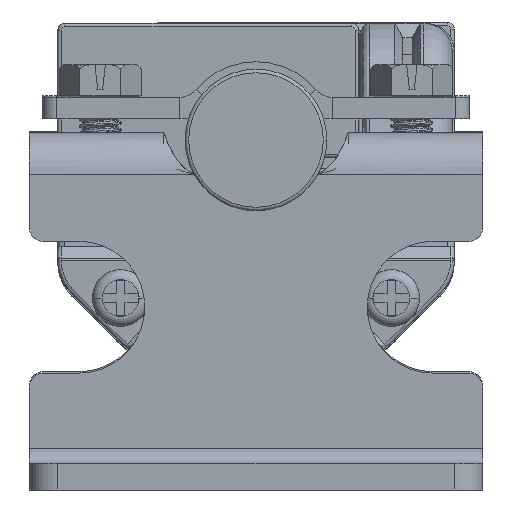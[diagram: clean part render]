
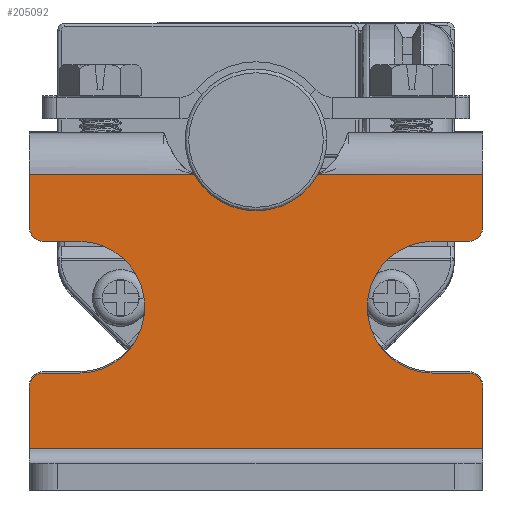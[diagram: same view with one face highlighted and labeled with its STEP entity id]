
A CAD part, front view. The second image highlights one B-rep face of the part: STEP entity #205092.
In plain terms, the highlighted planar face has unit normal (0, -1, 0).
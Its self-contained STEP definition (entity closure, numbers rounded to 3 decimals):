
#194550=CARTESIAN_POINT('',(-3.666,-1.9,21.3));
#194551=DIRECTION('',(0.,-1.,0.));
#194552=DIRECTION('',(0.733,0.,0.68));
#194553=AXIS2_PLACEMENT_3D('',#194550,#194551,#194552);
#194555=CARTESIAN_POINT('',(0.,-1.9,24.7));
#194556=DIRECTION('',(0.,1.,0.));
#194557=DIRECTION('',(0.733,0.,-0.68));
#194558=AXIS2_PLACEMENT_3D('',#194555,#194556,#194557);
#194560=CARTESIAN_POINT('',(3.666,-1.9,21.3));
#194561=DIRECTION('',(0.,-1.,0.));
#194562=DIRECTION('',(0.,0.,1.));
#194563=AXIS2_PLACEMENT_3D('',#194560,#194561,#194562);
#194565=DIRECTION('',(-1.,0.,0.));
#194566=VECTOR('',#194565,0.313);
#194567=CARTESIAN_POINT('',(3.979,-1.9,22.3));
#194568=LINE('',#194567,#194566);
#194569=CARTESIAN_POINT('',(15.,-1.9,18.55));
#194570=DIRECTION('',(0.,-1.,0.));
#194571=DIRECTION('',(0.,0.,-1.));
#194572=AXIS2_PLACEMENT_3D('',#194569,#194570,#194571);
#194574=DIRECTION('',(-1.,0.,0.));
#194575=VECTOR('',#194574,2.5);
#194576=CARTESIAN_POINT('',(15.,-1.9,17.55));
#194577=LINE('',#194576,#194575);
#194578=CARTESIAN_POINT('',(12.5,-1.9,12.9));
#194579=DIRECTION('',(0.,-1.,0.));
#194580=DIRECTION('',(0.,0.,1.));
#194581=AXIS2_PLACEMENT_3D('',#194578,#194579,#194580);
#194583=DIRECTION('',(-1.,0.,0.));
#194584=VECTOR('',#194583,2.5);
#194585=CARTESIAN_POINT('',(15.,-1.9,8.25));
#194586=LINE('',#194585,#194584);
#194587=CARTESIAN_POINT('',(15.,-1.9,7.25));
#194588=DIRECTION('',(0.,-1.,0.));
#194589=DIRECTION('',(1.,0.,0.));
#194590=AXIS2_PLACEMENT_3D('',#194587,#194588,#194589);
#194592=DIRECTION('',(1.,0.,0.));
#194593=VECTOR('',#194592,32.);
#194594=CARTESIAN_POINT('',(-16.,-1.9,2.9));
#194595=LINE('',#194594,#194593);
#194596=CARTESIAN_POINT('',(-15.,-1.9,7.25));
#194597=DIRECTION('',(0.,-1.,0.));
#194598=DIRECTION('',(0.,0.,1.));
#194599=AXIS2_PLACEMENT_3D('',#194596,#194597,#194598);
#194601=DIRECTION('',(1.,0.,0.));
#194602=VECTOR('',#194601,2.5);
#194603=CARTESIAN_POINT('',(-15.,-1.9,8.25));
#194604=LINE('',#194603,#194602);
#194605=CARTESIAN_POINT('',(-12.5,-1.9,12.9));
#194606=DIRECTION('',(0.,-1.,0.));
#194607=DIRECTION('',(0.,0.,-1.));
#194608=AXIS2_PLACEMENT_3D('',#194605,#194606,#194607);
#194610=DIRECTION('',(1.,0.,0.));
#194611=VECTOR('',#194610,2.5);
#194612=CARTESIAN_POINT('',(-15.,-1.9,17.55));
#194613=LINE('',#194612,#194611);
#194614=CARTESIAN_POINT('',(-15.,-1.9,18.55));
#194615=DIRECTION('',(0.,-1.,0.));
#194616=DIRECTION('',(-1.,0.,0.));
#194617=AXIS2_PLACEMENT_3D('',#194614,#194615,#194616);
#194619=DIRECTION('',(-1.,0.,0.));
#194620=VECTOR('',#194619,0.313);
#194621=CARTESIAN_POINT('',(-3.666,-1.9,22.3));
#194622=LINE('',#194621,#194620);
#194878=CARTESIAN_POINT('',(-3.979,-1.9,22.3));
#194880=DIRECTION('',(1.,0.,0.));
#194881=VECTOR('',#194880,12.021);
#194882=CARTESIAN_POINT('',(-16.,-1.9,22.3));
#194883=LINE('',#194882,#194881);
#195380=CARTESIAN_POINT('',(3.979,-1.9,22.3));
#195404=DIRECTION('',(1.,0.,0.));
#195405=VECTOR('',#195404,12.021);
#195406=CARTESIAN_POINT('',(3.979,-1.9,22.3));
#195407=LINE('',#195406,#195405);
#195428=DIRECTION('',(0.,0.,1.));
#195429=VECTOR('',#195428,3.75);
#195430=CARTESIAN_POINT('',(16.,-1.9,18.55));
#195431=LINE('',#195430,#195429);
#195464=DIRECTION('',(0.,0.,1.));
#195465=VECTOR('',#195464,4.35);
#195466=CARTESIAN_POINT('',(16.,-1.9,2.9));
#195467=LINE('',#195466,#195465);
#201505=DIRECTION('',(0.,0.,1.));
#201506=VECTOR('',#201505,3.75);
#201507=CARTESIAN_POINT('',(-16.,-1.9,18.55));
#201508=LINE('',#201507,#201506);
#201529=DIRECTION('',(0.,0.,1.));
#201530=VECTOR('',#201529,4.35);
#201531=CARTESIAN_POINT('',(-16.,-1.9,2.9));
#201532=LINE('',#201531,#201530);
#204078=CARTESIAN_POINT('',(12.5,-1.9,17.55));
#204079=CARTESIAN_POINT('',(12.5,-1.9,8.25));
#204080=VERTEX_POINT('',#204078);
#204081=VERTEX_POINT('',#204079);
#204082=CARTESIAN_POINT('',(-12.5,-1.9,8.25));
#204083=CARTESIAN_POINT('',(-12.5,-1.9,17.55));
#204084=VERTEX_POINT('',#204082);
#204085=VERTEX_POINT('',#204083);
#204110=CARTESIAN_POINT('',(16.,-1.9,7.25));
#204111=VERTEX_POINT('',#204110);
#204112=CARTESIAN_POINT('',(15.,-1.9,8.25));
#204113=VERTEX_POINT('',#204112);
#204118=CARTESIAN_POINT('',(15.,-1.9,17.55));
#204119=VERTEX_POINT('',#204118);
#204120=CARTESIAN_POINT('',(16.,-1.9,18.55));
#204121=VERTEX_POINT('',#204120);
#204126=CARTESIAN_POINT('',(-16.,-1.9,18.55));
#204127=VERTEX_POINT('',#204126);
#204128=CARTESIAN_POINT('',(-15.,-1.9,17.55));
#204129=VERTEX_POINT('',#204128);
#204134=CARTESIAN_POINT('',(-15.,-1.9,8.25));
#204135=VERTEX_POINT('',#204134);
#204136=CARTESIAN_POINT('',(-16.,-1.9,7.25));
#204137=VERTEX_POINT('',#204136);
#204146=CARTESIAN_POINT('',(-16.,-1.9,2.9));
#204147=VERTEX_POINT('',#204146);
#204148=CARTESIAN_POINT('',(-16.,-1.9,22.3));
#204149=VERTEX_POINT('',#204148);
#204150=CARTESIAN_POINT('',(16.,-1.9,2.9));
#204151=VERTEX_POINT('',#204150);
#204152=CARTESIAN_POINT('',(16.,-1.9,22.3));
#204153=VERTEX_POINT('',#204152);
#204244=VERTEX_POINT('',#194878);
#204245=VERTEX_POINT('',#195380);
#204254=CARTESIAN_POINT('',(-2.933,-1.9,21.98));
#204255=VERTEX_POINT('',#204254);
#204256=CARTESIAN_POINT('',(-3.666,-1.9,22.3));
#204257=VERTEX_POINT('',#204256);
#204262=CARTESIAN_POINT('',(3.666,-1.9,22.3));
#204263=VERTEX_POINT('',#204262);
#204264=CARTESIAN_POINT('',(2.933,-1.9,21.98));
#204265=VERTEX_POINT('',#204264);
#205042=CARTESIAN_POINT('',(-16.,-1.9,2.9));
#205043=DIRECTION('',(0.,1.,0.));
#205044=DIRECTION('',(0.,0.,1.));
#205045=AXIS2_PLACEMENT_3D('',#205042,#205043,#205044);
#205046=PLANE('',#205045);
#205048=ORIENTED_EDGE('',*,*,#205047,.F.);
#205050=ORIENTED_EDGE('',*,*,#205049,.F.);
#205052=ORIENTED_EDGE('',*,*,#205051,.F.);
#205054=ORIENTED_EDGE('',*,*,#205053,.F.);
#205056=ORIENTED_EDGE('',*,*,#205055,.T.);
#205058=ORIENTED_EDGE('',*,*,#205057,.F.);
#205060=ORIENTED_EDGE('',*,*,#205059,.F.);
#205062=ORIENTED_EDGE('',*,*,#205061,.T.);
#205064=ORIENTED_EDGE('',*,*,#205063,.T.);
#205066=ORIENTED_EDGE('',*,*,#205065,.F.);
#205068=ORIENTED_EDGE('',*,*,#205067,.F.);
#205070=ORIENTED_EDGE('',*,*,#205069,.F.);
#205071=ORIENTED_EDGE('',*,*,#205035,.F.);
#205073=ORIENTED_EDGE('',*,*,#205072,.T.);
#205075=ORIENTED_EDGE('',*,*,#205074,.F.);
#205077=ORIENTED_EDGE('',*,*,#205076,.T.);
#205079=ORIENTED_EDGE('',*,*,#205078,.T.);
#205081=ORIENTED_EDGE('',*,*,#205080,.F.);
#205083=ORIENTED_EDGE('',*,*,#205082,.F.);
#205085=ORIENTED_EDGE('',*,*,#205084,.T.);
#205087=ORIENTED_EDGE('',*,*,#205086,.T.);
#205089=ORIENTED_EDGE('',*,*,#205088,.F.);
#205090=EDGE_LOOP('',(#205048,#205050,#205052,#205054,#205056,#205058,#205060,
#205062,#205064,#205066,#205068,#205070,#205071,#205073,#205075,#205077,#205079,
#205081,#205083,#205085,#205087,#205089));
#205091=FACE_OUTER_BOUND('',#205090,.F.);
#205092=ADVANCED_FACE('',(#205091),#205046,.F.);
#194554=CIRCLE('',#194553,1.);
#194559=CIRCLE('',#194558,4.);
#194564=CIRCLE('',#194563,1.);
#194573=CIRCLE('',#194572,1.);
#194582=CIRCLE('',#194581,4.65);
#194591=CIRCLE('',#194590,1.);
#194600=CIRCLE('',#194599,1.);
#194609=CIRCLE('',#194608,4.65);
#194618=CIRCLE('',#194617,1.);
#205035=EDGE_CURVE('',#204147,#204151,#194595,.T.);
#205047=EDGE_CURVE('',#204255,#204257,#194554,.T.);
#205049=EDGE_CURVE('',#204265,#204255,#194559,.T.);
#205051=EDGE_CURVE('',#204263,#204265,#194564,.T.);
#205053=EDGE_CURVE('',#204245,#204263,#194568,.T.);
#205055=EDGE_CURVE('',#204245,#204153,#195407,.T.);
#205057=EDGE_CURVE('',#204121,#204153,#195431,.T.);
#205059=EDGE_CURVE('',#204119,#204121,#194573,.T.);
#205061=EDGE_CURVE('',#204119,#204080,#194577,.T.);
#205063=EDGE_CURVE('',#204080,#204081,#194582,.T.);
#205065=EDGE_CURVE('',#204113,#204081,#194586,.T.);
#205067=EDGE_CURVE('',#204111,#204113,#194591,.T.);
#205069=EDGE_CURVE('',#204151,#204111,#195467,.T.);
#205072=EDGE_CURVE('',#204147,#204137,#201532,.T.);
#205074=EDGE_CURVE('',#204135,#204137,#194600,.T.);
#205076=EDGE_CURVE('',#204135,#204084,#194604,.T.);
#205078=EDGE_CURVE('',#204084,#204085,#194609,.T.);
#205080=EDGE_CURVE('',#204129,#204085,#194613,.T.);
#205082=EDGE_CURVE('',#204127,#204129,#194618,.T.);
#205084=EDGE_CURVE('',#204127,#204149,#201508,.T.);
#205086=EDGE_CURVE('',#204149,#204244,#194883,.T.);
#205088=EDGE_CURVE('',#204257,#204244,#194622,.T.);
